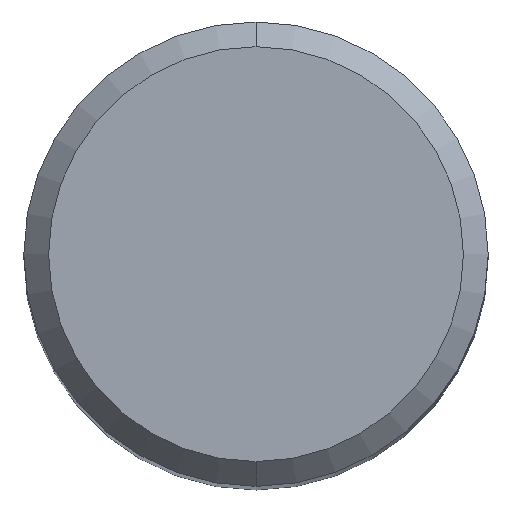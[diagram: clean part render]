
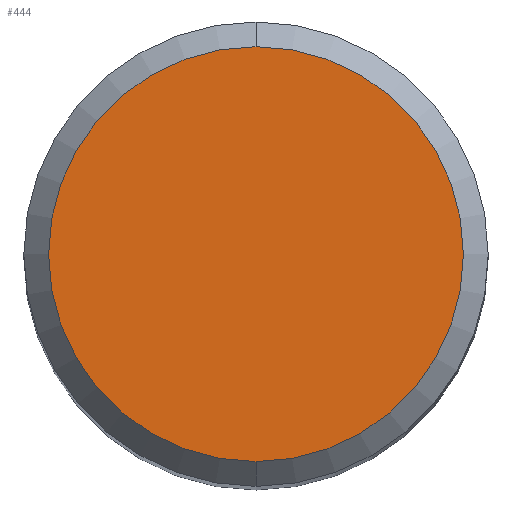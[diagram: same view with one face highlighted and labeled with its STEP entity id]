
A CAD part, top view. The second image highlights one B-rep face of the part: STEP entity #444.
In plain terms, the highlighted planar face has unit normal (0, 0, 1).
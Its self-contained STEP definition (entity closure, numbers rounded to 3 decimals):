
#236=VERTEX_POINT('',#540);
#264=EDGE_CURVE('',#368,#236,#572,.T.);
#368=VERTEX_POINT('',#689);
#376=EDGE_CURVE('',#236,#368,#697,.T.);
#444=ADVANCED_FACE('',(#774),#775,.T.);
#540=CARTESIAN_POINT('',(0.,-6.7,0.0));
#572=CIRCLE('',#1049,6.7);
#689=CARTESIAN_POINT('',(0.0,6.7,0.0));
#697=CIRCLE('',#1266,6.7);
#774=FACE_OUTER_BOUND('',#1415,.T.);
#775=PLANE('',#1416);
#1049=AXIS2_PLACEMENT_3D('',#1562,#1563,#1564);
#1266=AXIS2_PLACEMENT_3D('',#1731,#1732,#1733);
#1415=EDGE_LOOP('',(#1825,#1826));
#1416=AXIS2_PLACEMENT_3D('',#1827,#1828,#1829);
#1562=CARTESIAN_POINT('',(0.0,0.0,0.0));
#1563=DIRECTION('',(0.0,0.0,-1.0));
#1564=DIRECTION('',(0.0,1.0,0.0));
#1731=CARTESIAN_POINT('',(0.0,0.0,0.0));
#1732=DIRECTION('',(0.0,0.0,-1.0));
#1733=DIRECTION('',(0.0,1.0,0.0));
#1825=ORIENTED_EDGE('',*,*,#264,.F.);
#1826=ORIENTED_EDGE('',*,*,#376,.F.);
#1827=CARTESIAN_POINT('',(0.0,3.35,0.0));
#1828=DIRECTION('',(-0.0,0.0,1.0));
#1829=DIRECTION('',(0.0,-1.0,0.0));
